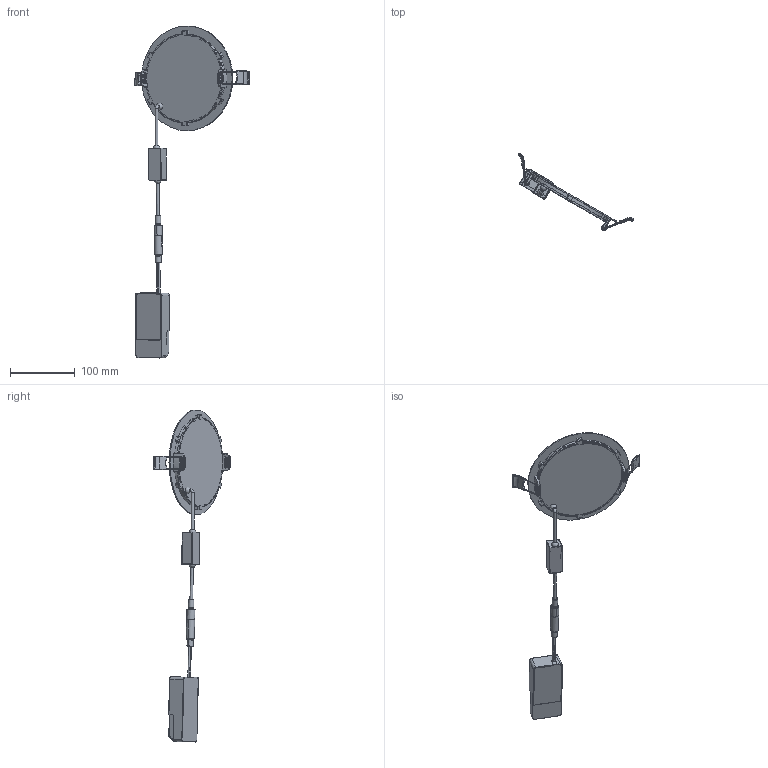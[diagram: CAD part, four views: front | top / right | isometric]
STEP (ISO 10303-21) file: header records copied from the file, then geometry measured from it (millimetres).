
FILE_DESCRIPTION (( 'STEP AP214' ), '1' );
FILE_NAME ('DL_SLIM_ALU_DN150.STEP', '2024-10-29T13:29:26', ( '' ), ( '' ), 'SwSTEP 2.0', 'SolidWorks 2022', '' );
FILE_SCHEMA (( 'AUTOMOTIVE_DESIGN' ));
Length unit declared in the file: millimetre
Products named in the file (1): DL_SLIM_ALU_DN150
Bounding box: 177.72 x 119.15 x 513.19 mm (x, y, z)
Volume: 88041 mm3; surface area: 142981.2 mm2
Topology: 15 solids, 15 shells, 808 faces, 2107 edges, 1296 vertices
Faces by surface type: cylinder 281, plane 269, torus 115, bspline 75, sphere 38, cone 30
Full cylindrical faces by diameter (mm): 4.2 x3, 8.105 x1, 8.5 x1
Entity records: 38717 total; most frequent: CARTESIAN_POINT 10585, ORIENTED_EDGE 4094, DIRECTION 3979, EDGE_CURVE 2047, AXIS2_PLACEMENT_3D 1532, VERTEX_POINT 1290, LINE 915, VECTOR 915
